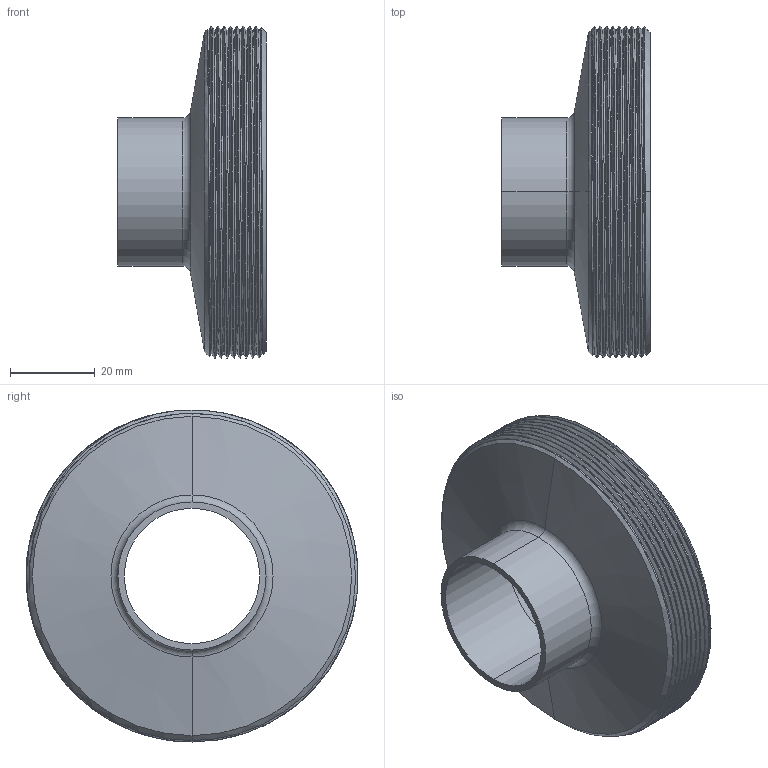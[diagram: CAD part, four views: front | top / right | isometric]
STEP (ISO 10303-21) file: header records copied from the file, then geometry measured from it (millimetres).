
FILE_DESCRIPTION (( 'STEP AP203' ), '1' );
FILE_NAME ('3D-M2023P_50-32_174201130.STEP', '2024-09-06T09:03:34', ( '' ), ( '' ), 'SwSTEP 2.0', 'SolidWorks 2024', '' );
FILE_SCHEMA (( 'CONFIG_CONTROL_DESIGN' ));
Length unit declared in the file: millimetre
Products named in the file (1): 3D-M2023P_50-32_174201130
Bounding box: 35 x 78.42 x 78.42 mm (x, y, z)
Volume: 38962.1 mm3; surface area: 19277.5 mm2
Topology: 1 solids, 1 shells, 44 faces, 110 edges, 70 vertices
Faces by surface type: cylinder 25, cone 10, plane 4, bspline 3, torus 2
Entity records: 5764 total; most frequent: CARTESIAN_POINT 4727, ORIENTED_EDGE 220, DIRECTION 178, EDGE_CURVE 110, AXIS2_PLACEMENT_3D 72, VERTEX_POINT 70, EDGE_LOOP 48, ADVANCED_FACE 44
